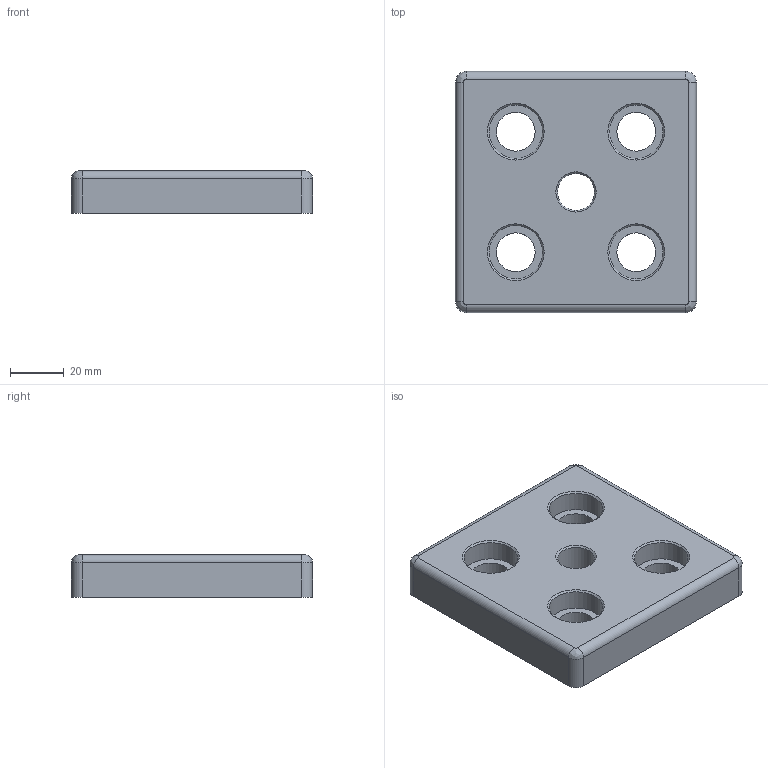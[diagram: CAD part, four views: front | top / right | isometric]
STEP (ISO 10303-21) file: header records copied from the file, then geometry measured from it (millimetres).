
FILE_DESCRIPTION(/* description */ ('KriTec Transport- und Fußplatte 10 Zn 90x90 M16'),/* implementation_level */ '2;1');
FILE_NAME(/* name */ '81256 KriTec Transport- und Fußplatte 10 Zn 90x90 M16.stp',/* time_stamp */ '2021-05-06T13:08:01+02:00',/* author */ ('Nell'),/* organization */ (''),/* preprocessor_version */ 'ST-DEVELOPER v17',/* originating_system */ 'Autodesk Inventor 2018',/* authorisation */ '');
FILE_SCHEMA (('AUTOMOTIVE_DESIGN { 1 0 10303 214 3 1 1 }'));
Length unit declared in the file: millimetre
Products named in the file (1): 81256
Bounding box: 90 x 90 x 16 mm (x, y, z)
Volume: 110909.6 mm3; surface area: 23804.7 mm2
Topology: 1 solids, 1 shells, 36 faces, 90 edges, 60 vertices
Faces by surface type: cylinder 17, plane 10, cone 5, bspline 4
Full cylindrical faces by diameter (mm): 13.835 x1, 14.5 x4, 20 x4
Entity records: 1185 total; most frequent: CARTESIAN_POINT 219, DIRECTION 212, ORIENTED_EDGE 180, EDGE_CURVE 90, AXIS2_PLACEMENT_3D 89, VERTEX_POINT 60, CIRCLE 56, EDGE_LOOP 50
